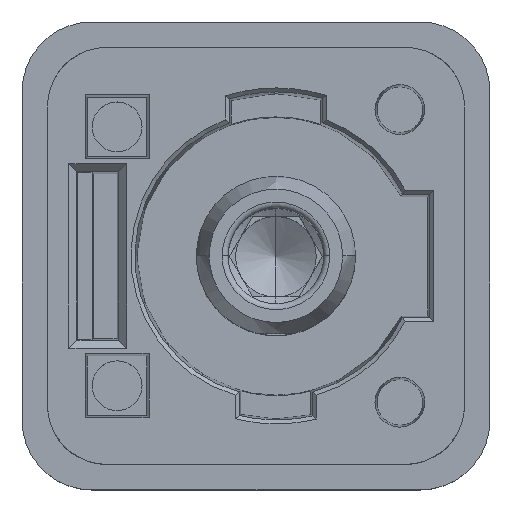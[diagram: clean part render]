
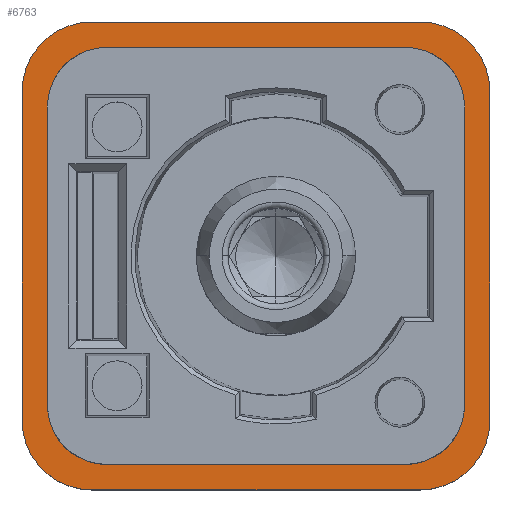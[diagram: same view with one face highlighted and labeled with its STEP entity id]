
A CAD part, top view. The second image highlights one B-rep face of the part: STEP entity #6763.
In plain terms, the highlighted planar face has unit normal (0, 0, 1).
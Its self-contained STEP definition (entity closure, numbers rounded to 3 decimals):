
#635=DIRECTION('',(1.,0.,0.));
#636=VECTOR('',#635,16.5);
#637=CARTESIAN_POINT('',(-8.25,11.75,13.05));
#638=LINE('',#637,#636);
#639=CARTESIAN_POINT('',(8.25,8.25,13.05));
#640=DIRECTION('',(0.,0.,-1.));
#641=DIRECTION('',(0.,1.,0.));
#642=AXIS2_PLACEMENT_3D('',#639,#640,#641);
#644=DIRECTION('',(0.,-1.,0.));
#645=VECTOR('',#644,16.5);
#646=CARTESIAN_POINT('',(11.75,8.25,13.05));
#647=LINE('',#646,#645);
#648=CARTESIAN_POINT('',(8.25,-8.25,13.05));
#649=DIRECTION('',(0.,0.,-1.));
#650=DIRECTION('',(1.,0.,0.));
#651=AXIS2_PLACEMENT_3D('',#648,#649,#650);
#653=DIRECTION('',(-1.,0.,0.));
#654=VECTOR('',#653,16.5);
#655=CARTESIAN_POINT('',(8.25,-11.75,13.05));
#656=LINE('',#655,#654);
#657=CARTESIAN_POINT('',(-8.25,-8.25,13.05));
#658=DIRECTION('',(0.,0.,-1.));
#659=DIRECTION('',(0.,-1.,0.));
#660=AXIS2_PLACEMENT_3D('',#657,#658,#659);
#662=DIRECTION('',(0.,1.,0.));
#663=VECTOR('',#662,16.5);
#664=CARTESIAN_POINT('',(-11.75,-8.25,13.05));
#665=LINE('',#664,#663);
#666=CARTESIAN_POINT('',(-8.25,8.25,13.05));
#667=DIRECTION('',(0.,0.,-1.));
#668=DIRECTION('',(-1.,0.,0.));
#669=AXIS2_PLACEMENT_3D('',#666,#667,#668);
#671=CARTESIAN_POINT('',(-7.475,-7.475,13.05));
#672=DIRECTION('',(0.,0.,1.));
#673=DIRECTION('',(-1.,0.,0.));
#674=AXIS2_PLACEMENT_3D('',#671,#672,#673);
#676=CARTESIAN_POINT('',(-8.05,-8.05,13.05));
#677=DIRECTION('',(0.,0.,1.));
#678=DIRECTION('',(-0.839,-0.543,0.));
#679=AXIS2_PLACEMENT_3D('',#676,#677,#678);
#681=CARTESIAN_POINT('',(-7.475,-7.475,13.05));
#682=DIRECTION('',(0.,0.,1.));
#683=DIRECTION('',(-0.59,-0.807,0.));
#684=AXIS2_PLACEMENT_3D('',#681,#682,#683);
#686=CARTESIAN_POINT('',(7.475,-7.475,13.05));
#687=DIRECTION('',(0.,0.,1.));
#688=DIRECTION('',(0.,-1.,0.));
#689=AXIS2_PLACEMENT_3D('',#686,#687,#688);
#691=CARTESIAN_POINT('',(8.05,-8.05,13.05));
#692=DIRECTION('',(0.,0.,1.));
#693=DIRECTION('',(0.543,-0.839,0.));
#694=AXIS2_PLACEMENT_3D('',#691,#692,#693);
#696=CARTESIAN_POINT('',(7.475,-7.475,13.05));
#697=DIRECTION('',(0.,0.,1.));
#698=DIRECTION('',(0.807,-0.59,0.));
#699=AXIS2_PLACEMENT_3D('',#696,#697,#698);
#701=DIRECTION('',(0.,1.,0.));
#702=VECTOR('',#701,14.95);
#703=CARTESIAN_POINT('',(10.475,-7.475,13.05));
#704=LINE('',#703,#702);
#705=CARTESIAN_POINT('',(7.475,7.475,13.05));
#706=DIRECTION('',(0.,0.,1.));
#707=DIRECTION('',(1.,0.,0.));
#708=AXIS2_PLACEMENT_3D('',#705,#706,#707);
#710=CARTESIAN_POINT('',(8.05,8.05,13.05));
#711=DIRECTION('',(0.,0.,1.));
#712=DIRECTION('',(0.839,0.543,0.));
#713=AXIS2_PLACEMENT_3D('',#710,#711,#712);
#715=CARTESIAN_POINT('',(7.475,7.475,13.05));
#716=DIRECTION('',(0.,0.,1.));
#717=DIRECTION('',(0.59,0.807,0.));
#718=AXIS2_PLACEMENT_3D('',#715,#716,#717);
#720=CARTESIAN_POINT('',(-7.475,7.475,13.05));
#721=DIRECTION('',(0.,0.,1.));
#722=DIRECTION('',(0.,1.,0.));
#723=AXIS2_PLACEMENT_3D('',#720,#721,#722);
#725=CARTESIAN_POINT('',(-8.05,8.05,13.05));
#726=DIRECTION('',(0.,0.,1.));
#727=DIRECTION('',(-0.543,0.839,0.));
#728=AXIS2_PLACEMENT_3D('',#725,#726,#727);
#730=CARTESIAN_POINT('',(-7.475,7.475,13.05));
#731=DIRECTION('',(0.,0.,1.));
#732=DIRECTION('',(-0.807,0.59,0.));
#733=AXIS2_PLACEMENT_3D('',#730,#731,#732);
#3676=DIRECTION('',(0.,1.,0.));
#3677=VECTOR('',#3676,14.95);
#3678=CARTESIAN_POINT('',(-10.475,-7.475,13.05));
#3679=LINE('',#3678,#3677);
#3696=DIRECTION('',(1.,0.,0.));
#3697=VECTOR('',#3696,14.95);
#3698=CARTESIAN_POINT('',(-7.475,10.475,13.05));
#3699=LINE('',#3698,#3697);
#3902=DIRECTION('',(-1.,0.,0.));
#3903=VECTOR('',#3902,14.95);
#3904=CARTESIAN_POINT('',(7.475,-10.475,13.05));
#3905=LINE('',#3904,#3903);
#4995=CARTESIAN_POINT('',(10.475,-7.475,13.05));
#4996=CARTESIAN_POINT('',(10.475,7.475,13.05));
#4997=VERTEX_POINT('',#4995);
#4998=VERTEX_POINT('',#4996);
#4999=CARTESIAN_POINT('',(-8.25,11.75,13.05));
#5000=CARTESIAN_POINT('',(8.25,11.75,13.05));
#5001=VERTEX_POINT('',#4999);
#5002=VERTEX_POINT('',#5000);
#5003=CARTESIAN_POINT('',(11.75,8.25,13.05));
#5004=VERTEX_POINT('',#5003);
#5005=CARTESIAN_POINT('',(11.75,-8.25,13.05));
#5006=VERTEX_POINT('',#5005);
#5007=CARTESIAN_POINT('',(8.25,-11.75,13.05));
#5008=VERTEX_POINT('',#5007);
#5009=CARTESIAN_POINT('',(-8.25,-11.75,13.05));
#5010=VERTEX_POINT('',#5009);
#5011=CARTESIAN_POINT('',(-11.75,-8.25,13.05));
#5012=VERTEX_POINT('',#5011);
#5013=CARTESIAN_POINT('',(-11.75,8.25,13.05));
#5014=VERTEX_POINT('',#5013);
#5015=CARTESIAN_POINT('',(-10.475,-7.475,13.05));
#5016=CARTESIAN_POINT('',(-10.475,7.475,13.05));
#5017=VERTEX_POINT('',#5015);
#5018=VERTEX_POINT('',#5016);
#5019=CARTESIAN_POINT('',(-9.897,-9.246,13.05));
#5020=VERTEX_POINT('',#5019);
#5021=CARTESIAN_POINT('',(-9.246,-9.897,13.05));
#5022=VERTEX_POINT('',#5021);
#5023=CARTESIAN_POINT('',(-7.475,-10.475,13.05));
#5024=VERTEX_POINT('',#5023);
#5025=CARTESIAN_POINT('',(7.475,-10.475,13.05));
#5026=VERTEX_POINT('',#5025);
#5027=CARTESIAN_POINT('',(9.246,-9.897,13.05));
#5028=VERTEX_POINT('',#5027);
#5029=CARTESIAN_POINT('',(9.897,-9.246,13.05));
#5030=VERTEX_POINT('',#5029);
#5031=CARTESIAN_POINT('',(9.897,9.246,13.05));
#5032=VERTEX_POINT('',#5031);
#5033=CARTESIAN_POINT('',(9.246,9.897,13.05));
#5034=VERTEX_POINT('',#5033);
#5035=CARTESIAN_POINT('',(7.475,10.475,13.05));
#5036=VERTEX_POINT('',#5035);
#5037=CARTESIAN_POINT('',(-7.475,10.475,13.05));
#5038=VERTEX_POINT('',#5037);
#5039=CARTESIAN_POINT('',(-9.246,9.897,13.05));
#5040=VERTEX_POINT('',#5039);
#5041=CARTESIAN_POINT('',(-9.897,9.246,13.05));
#5042=VERTEX_POINT('',#5041);
#6707=CARTESIAN_POINT('',(0.,0.,13.05));
#6708=DIRECTION('',(0.,0.,1.));
#6709=DIRECTION('',(0.,-1.,0.));
#6710=AXIS2_PLACEMENT_3D('',#6707,#6708,#6709);
#6711=PLANE('',#6710);
#6713=ORIENTED_EDGE('',*,*,#6712,.T.);
#6715=ORIENTED_EDGE('',*,*,#6714,.T.);
#6717=ORIENTED_EDGE('',*,*,#6716,.T.);
#6719=ORIENTED_EDGE('',*,*,#6718,.T.);
#6721=ORIENTED_EDGE('',*,*,#6720,.T.);
#6723=ORIENTED_EDGE('',*,*,#6722,.T.);
#6725=ORIENTED_EDGE('',*,*,#6724,.T.);
#6727=ORIENTED_EDGE('',*,*,#6726,.T.);
#6728=EDGE_LOOP('',(#6713,#6715,#6717,#6719,#6721,#6723,#6725,#6727));
#6729=FACE_OUTER_BOUND('',#6728,.F.);
#6731=ORIENTED_EDGE('',*,*,#6730,.F.);
#6733=ORIENTED_EDGE('',*,*,#6732,.T.);
#6735=ORIENTED_EDGE('',*,*,#6734,.T.);
#6737=ORIENTED_EDGE('',*,*,#6736,.T.);
#6739=ORIENTED_EDGE('',*,*,#6738,.F.);
#6741=ORIENTED_EDGE('',*,*,#6740,.T.);
#6743=ORIENTED_EDGE('',*,*,#6742,.T.);
#6745=ORIENTED_EDGE('',*,*,#6744,.T.);
#6746=ORIENTED_EDGE('',*,*,#6697,.T.);
#6748=ORIENTED_EDGE('',*,*,#6747,.T.);
#6750=ORIENTED_EDGE('',*,*,#6749,.T.);
#6752=ORIENTED_EDGE('',*,*,#6751,.T.);
#6754=ORIENTED_EDGE('',*,*,#6753,.F.);
#6756=ORIENTED_EDGE('',*,*,#6755,.T.);
#6758=ORIENTED_EDGE('',*,*,#6757,.T.);
#6760=ORIENTED_EDGE('',*,*,#6759,.T.);
#6761=EDGE_LOOP('',(#6731,#6733,#6735,#6737,#6739,#6741,#6743,#6745,#6746,#6748,
#6750,#6752,#6754,#6756,#6758,#6760));
#6762=FACE_BOUND('',#6761,.F.);
#6763=ADVANCED_FACE('',(#6729,#6762),#6711,.T.);
#643=CIRCLE('',#642,3.5);
#652=CIRCLE('',#651,3.5);
#661=CIRCLE('',#660,3.5);
#670=CIRCLE('',#669,3.5);
#675=CIRCLE('',#674,3.);
#680=CIRCLE('',#679,2.2);
#685=CIRCLE('',#684,3.);
#690=CIRCLE('',#689,3.);
#695=CIRCLE('',#694,2.2);
#700=CIRCLE('',#699,3.);
#709=CIRCLE('',#708,3.);
#714=CIRCLE('',#713,2.2);
#719=CIRCLE('',#718,3.);
#724=CIRCLE('',#723,3.);
#729=CIRCLE('',#728,2.2);
#734=CIRCLE('',#733,3.);
#6697=EDGE_CURVE('',#4997,#4998,#704,.T.);
#6712=EDGE_CURVE('',#5001,#5002,#638,.T.);
#6714=EDGE_CURVE('',#5002,#5004,#643,.T.);
#6716=EDGE_CURVE('',#5004,#5006,#647,.T.);
#6718=EDGE_CURVE('',#5006,#5008,#652,.T.);
#6720=EDGE_CURVE('',#5008,#5010,#656,.T.);
#6722=EDGE_CURVE('',#5010,#5012,#661,.T.);
#6724=EDGE_CURVE('',#5012,#5014,#665,.T.);
#6726=EDGE_CURVE('',#5014,#5001,#670,.T.);
#6730=EDGE_CURVE('',#5017,#5018,#3679,.T.);
#6732=EDGE_CURVE('',#5017,#5020,#675,.T.);
#6734=EDGE_CURVE('',#5020,#5022,#680,.T.);
#6736=EDGE_CURVE('',#5022,#5024,#685,.T.);
#6738=EDGE_CURVE('',#5026,#5024,#3905,.T.);
#6740=EDGE_CURVE('',#5026,#5028,#690,.T.);
#6742=EDGE_CURVE('',#5028,#5030,#695,.T.);
#6744=EDGE_CURVE('',#5030,#4997,#700,.T.);
#6747=EDGE_CURVE('',#4998,#5032,#709,.T.);
#6749=EDGE_CURVE('',#5032,#5034,#714,.T.);
#6751=EDGE_CURVE('',#5034,#5036,#719,.T.);
#6753=EDGE_CURVE('',#5038,#5036,#3699,.T.);
#6755=EDGE_CURVE('',#5038,#5040,#724,.T.);
#6757=EDGE_CURVE('',#5040,#5042,#729,.T.);
#6759=EDGE_CURVE('',#5042,#5018,#734,.T.);
